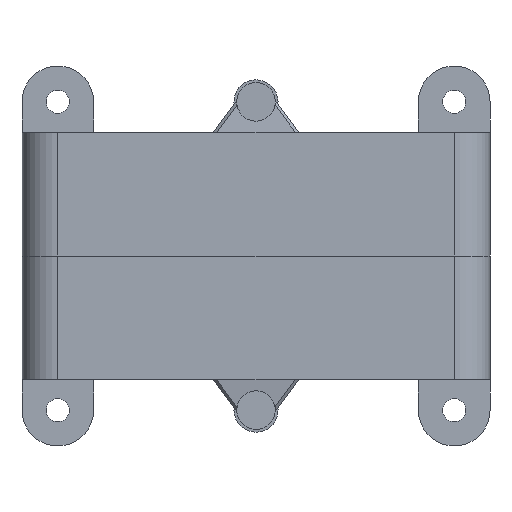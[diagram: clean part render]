
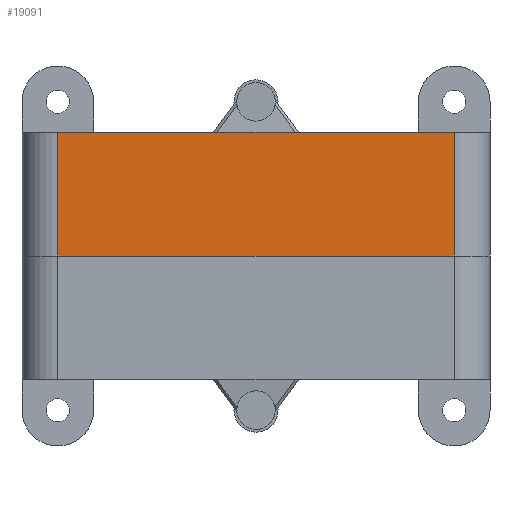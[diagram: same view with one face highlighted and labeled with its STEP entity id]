
A CAD part, front view. The second image highlights one B-rep face of the part: STEP entity #19091.
In plain terms, the highlighted planar face has unit normal (0, -1, 0).
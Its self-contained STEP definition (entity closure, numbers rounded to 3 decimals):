
#1651=FACE_OUTER_BOUND('',#2755,.T.);
#2755=EDGE_LOOP('',(#12997,#12998,#12999,#13000));
#4070=LINE('',#27270,#6062);
#4071=LINE('',#27272,#6063);
#4072=LINE('',#27274,#6064);
#4073=LINE('',#27275,#6065);
#6062=VECTOR('',#21734,72.);
#6063=VECTOR('',#21735,22.5);
#6064=VECTOR('',#21736,72.);
#6065=VECTOR('',#21737,22.5);
#8119=VERTEX_POINT('',#27268);
#8120=VERTEX_POINT('',#27269);
#8121=VERTEX_POINT('',#27271);
#8122=VERTEX_POINT('',#27273);
#10048=EDGE_CURVE('',#8119,#8120,#4070,.T.);
#10049=EDGE_CURVE('',#8120,#8121,#4071,.F.);
#10050=EDGE_CURVE('',#8122,#8121,#4072,.T.);
#10051=EDGE_CURVE('',#8122,#8119,#4073,.T.);
#12997=ORIENTED_EDGE('',*,*,#10048,.T.);
#12998=ORIENTED_EDGE('',*,*,#10049,.T.);
#12999=ORIENTED_EDGE('',*,*,#10050,.F.);
#13000=ORIENTED_EDGE('',*,*,#10051,.T.);
#18425=PLANE('',#20389);
#19091=ADVANCED_FACE('',(#1651),#18425,.F.);
#20389=AXIS2_PLACEMENT_3D('',#27267,#21732,#21733);
#21732=DIRECTION('center_axis',(0.,1.,0.));
#21733=DIRECTION('ref_axis',(0.,0.,1.));
#21734=DIRECTION('',(1.,0.,0.));
#21735=DIRECTION('',(0.,0.,-1.));
#21736=DIRECTION('',(1.,0.,0.));
#21737=DIRECTION('',(0.,0.,-1.));
#27267=CARTESIAN_POINT('Origin',(42.5,0.,22.5));
#27268=CARTESIAN_POINT('',(-36.,0.,0.));
#27269=CARTESIAN_POINT('',(36.,0.,0.));
#27270=CARTESIAN_POINT('',(-36.,0.,0.));
#27271=CARTESIAN_POINT('',(36.,0.,22.5));
#27272=CARTESIAN_POINT('',(36.,0.,22.5));
#27273=CARTESIAN_POINT('',(-36.,0.,22.5));
#27274=CARTESIAN_POINT('',(-36.,0.,22.5));
#27275=CARTESIAN_POINT('',(-36.,0.,22.5));
